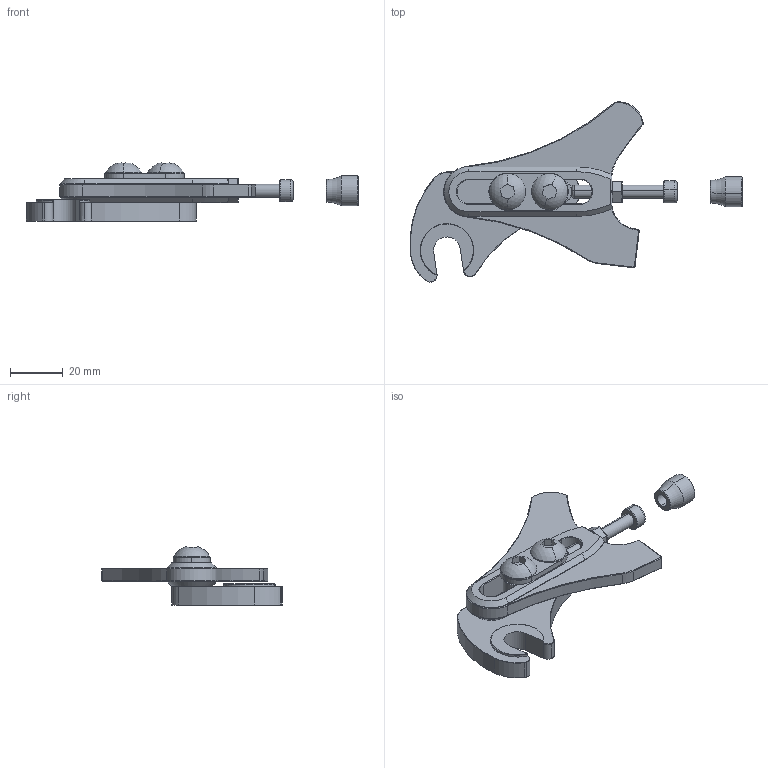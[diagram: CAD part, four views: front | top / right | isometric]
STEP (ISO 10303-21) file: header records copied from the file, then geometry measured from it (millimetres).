
FILE_DESCRIPTION (( 'STEP AP214' ), '1' );
FILE_NAME ('DS0004R.STEP', '2012-05-08T14:19:14', ( 'BobCad' ), ( 'Microsoft' ), 'SwSTEP 2.0', 'SolidWorks 2012', '' );
FILE_SCHEMA (( 'AUTOMOTIVE_DESIGN' ));
Length unit declared in the file: inch
Products named in the file (8): PA0020; DR4005; MS5001; MS2016; MS2013; MS2012; MS1013; DS0004R
Assembly tree (8 placements, depth 2):
  DS0004R
    MS1013
    MS2012  x2
    MS2013
    MS2016
    MS5001
    DR4005
    PA0020
Bounding box: 126.3 x 68.49 x 22.07 mm (x, y, z)
Volume: 28579.6 mm3; surface area: 16519.4 mm2
Topology: 8 solids, 8 shells, 255 faces, 599 edges, 364 vertices
Faces by surface type: plane 86, cylinder 84, cone 71, torus 10, sphere 4
Entity records: 7304 total; most frequent: CARTESIAN_POINT 1305, DIRECTION 1274, ORIENTED_EDGE 1126, EDGE_CURVE 563, AXIS2_PLACEMENT_3D 495, VERTEX_POINT 340, LINE 284, VECTOR 284
